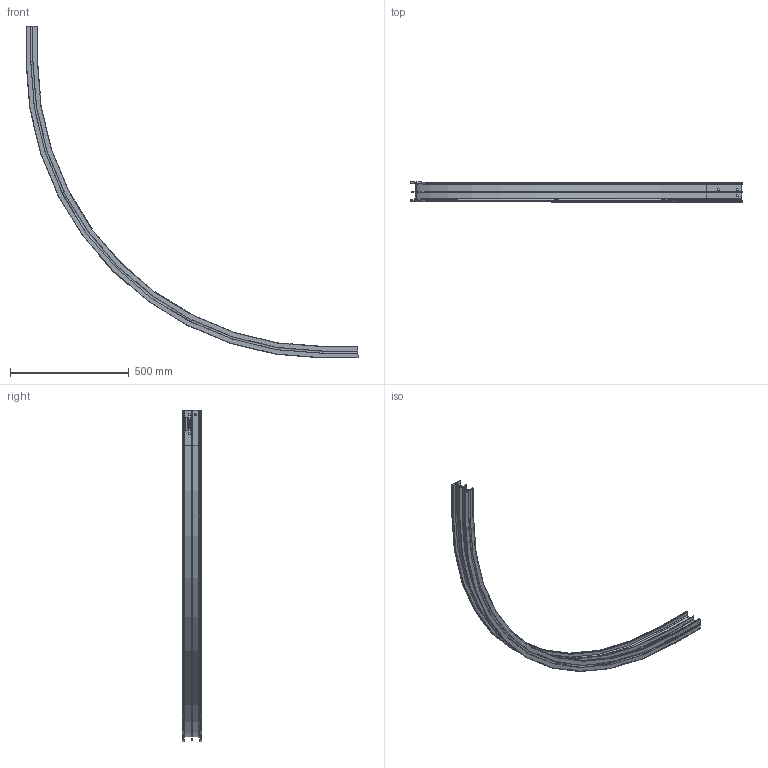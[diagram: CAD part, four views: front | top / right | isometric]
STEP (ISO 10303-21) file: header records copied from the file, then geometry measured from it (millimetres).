
FILE_DESCRIPTION (( 'STEP AP203' ), '1' );
FILE_NAME ('T85020.STEP', '2018-09-21T13:51:56', ( '' ), ( '' ), 'SwSTEP 2.0', 'SolidWorks 2016', '' );
FILE_SCHEMA (( 'CONFIG_CONTROL_DESIGN' ));
Length unit declared in the file: millimetre
Products named in the file (1): T85020
Bounding box: 1399 x 82.5 x 1399 mm (x, y, z)
Volume: 2094751.3 mm3; surface area: 988958.9 mm2
Topology: 1 solids, 1 shells, 529 faces, 1380 edges, 894 vertices
Faces by surface type: plane 255, bspline 128, cylinder 105, torus 35, cone 6
Entity records: 22510 total; most frequent: CARTESIAN_POINT 10084, ORIENTED_EDGE 2760, DIRECTION 2179, EDGE_CURVE 1380, VERTEX_POINT 894, LINE 873, VECTOR 873, AXIS2_PLACEMENT_3D 653
